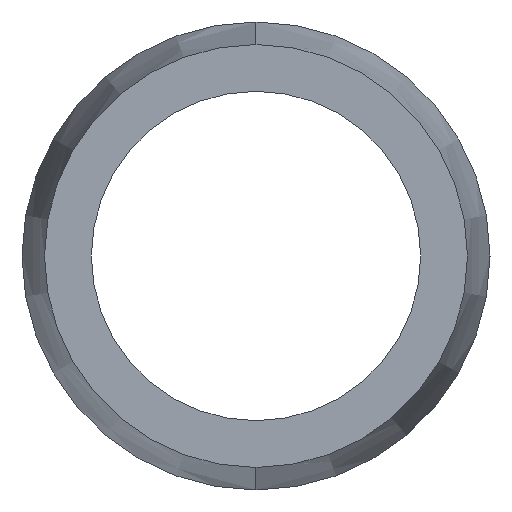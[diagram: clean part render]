
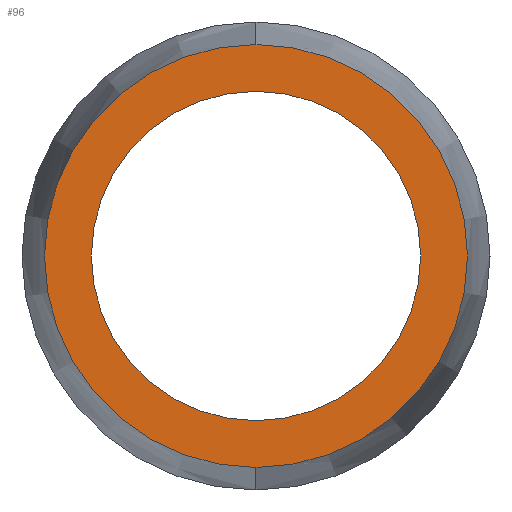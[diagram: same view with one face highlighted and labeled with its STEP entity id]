
A CAD part, left-side view. The second image highlights one B-rep face of the part: STEP entity #96.
In plain terms, the highlighted planar face has unit normal (-1, 0, 0).
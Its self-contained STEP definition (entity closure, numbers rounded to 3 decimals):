
#7 = EDGE_LOOP ( 'NONE', ( #615, #395 ) ) ;
#27 = DIRECTION ( 'NONE',  ( -1., 0., 0. ) ) ;
#73 = CIRCLE ( 'NONE', #118, 6.1 ) ;
#82 = CARTESIAN_POINT ( 'NONE',  ( -30., 0., 0. ) ) ;
#85 = EDGE_CURVE ( 'NONE', #443, #587, #73, .T. ) ;
#96 = ADVANCED_FACE ( 'NONE', ( #373, #566 ), #510, .F. ) ;
#118 = AXIS2_PLACEMENT_3D ( 'NONE', #598, #379, #288 ) ;
#120 = EDGE_CURVE ( 'NONE', #587, #443, #522, .T. ) ;
#155 = CIRCLE ( 'NONE', #274, 4.75 ) ;
#191 = DIRECTION ( 'NONE',  ( -1., 0., 0. ) ) ;
#236 = CARTESIAN_POINT ( 'NONE',  ( -30., 0., 4.75 ) ) ;
#248 = ORIENTED_EDGE ( 'NONE', *, *, #85, .T. ) ;
#255 = VERTEX_POINT ( 'NONE', #352 ) ;
#274 = AXIS2_PLACEMENT_3D ( 'NONE', #610, #277, #327 ) ;
#277 = DIRECTION ( 'NONE',  ( -1., 0., 0. ) ) ;
#286 = DIRECTION ( 'NONE',  ( 0., 0., 1. ) ) ;
#288 = DIRECTION ( 'NONE',  ( 0., 0., 1. ) ) ;
#327 = DIRECTION ( 'NONE',  ( 0., 0., 1. ) ) ;
#352 = CARTESIAN_POINT ( 'NONE',  ( -30., 0., -4.75 ) ) ;
#363 = AXIS2_PLACEMENT_3D ( 'NONE', #557, #561, #516 ) ;
#367 = CARTESIAN_POINT ( 'NONE',  ( -30., 0., 6.1 ) ) ;
#373 = FACE_BOUND ( 'NONE', #7, .T. ) ;
#378 = CIRCLE ( 'NONE', #511, 4.75 ) ;
#379 = DIRECTION ( 'NONE',  ( -1., 0., 0. ) ) ;
#395 = ORIENTED_EDGE ( 'NONE', *, *, #419, .F. ) ;
#412 = EDGE_LOOP ( 'NONE', ( #544, #248 ) ) ;
#419 = EDGE_CURVE ( 'NONE', #255, #455, #155, .T. ) ;
#430 = DIRECTION ( 'NONE',  ( 0., 0., 1. ) ) ;
#440 = EDGE_CURVE ( 'NONE', #455, #255, #378, .T. ) ;
#443 = VERTEX_POINT ( 'NONE', #367 ) ;
#455 = VERTEX_POINT ( 'NONE', #236 ) ;
#482 = CARTESIAN_POINT ( 'NONE',  ( -30., 0., -6.1 ) ) ;
#505 = AXIS2_PLACEMENT_3D ( 'NONE', #518, #191, #430 ) ;
#510 = PLANE ( 'NONE',  #363 ) ;
#511 = AXIS2_PLACEMENT_3D ( 'NONE', #82, #27, #286 ) ;
#516 = DIRECTION ( 'NONE',  ( 0., 0., -1. ) ) ;
#518 = CARTESIAN_POINT ( 'NONE',  ( -30., 0., 0. ) ) ;
#522 = CIRCLE ( 'NONE', #505, 6.1 ) ;
#544 = ORIENTED_EDGE ( 'NONE', *, *, #120, .T. ) ;
#557 = CARTESIAN_POINT ( 'NONE',  ( -30., 6.1, 0. ) ) ;
#561 = DIRECTION ( 'NONE',  ( 1., 0., 0. ) ) ;
#566 = FACE_OUTER_BOUND ( 'NONE', #412, .T. ) ;
#587 = VERTEX_POINT ( 'NONE', #482 ) ;
#598 = CARTESIAN_POINT ( 'NONE',  ( -30., 0., 0. ) ) ;
#610 = CARTESIAN_POINT ( 'NONE',  ( -30., 0., 0. ) ) ;
#615 = ORIENTED_EDGE ( 'NONE', *, *, #440, .F. ) ;
